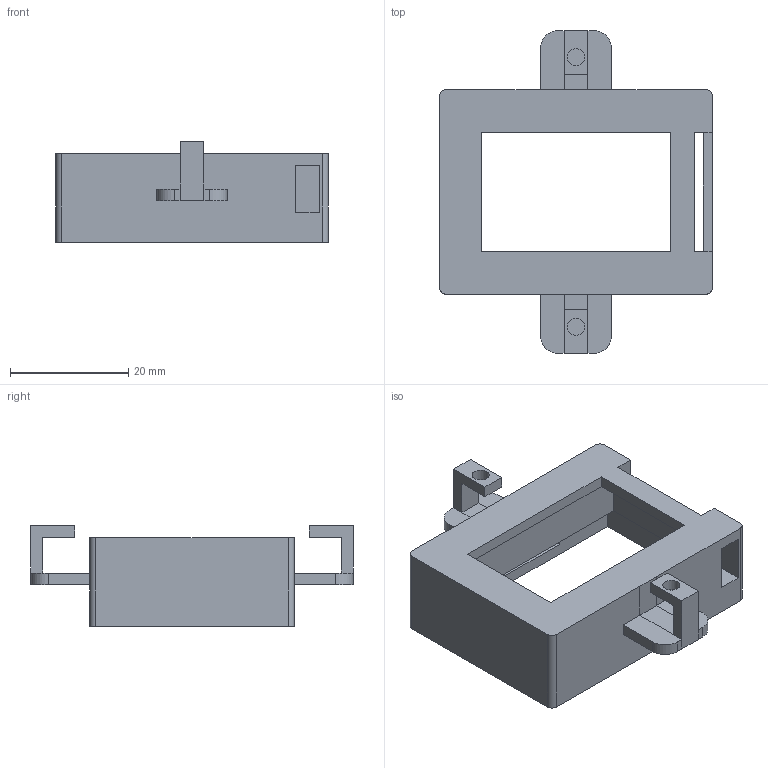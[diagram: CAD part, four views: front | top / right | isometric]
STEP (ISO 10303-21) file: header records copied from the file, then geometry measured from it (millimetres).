
FILE_DESCRIPTION(('FreeCAD Model'),'2;1');
FILE_NAME('battery_base_v3.step','2018-03-18T15:11:51',('Author'),(''), 'Open CASCADE STEP processor 6.8','FreeCAD','Unknown');
FILE_SCHEMA(('AUTOMOTIVE_DESIGN_CC2 { 1 2 10303 214 -1 1 5 4 }'));
Length unit declared in the file: millimetre
Products named in the file (1): Fillet001
Bounding box: 46 x 54.5 x 17 mm (x, y, z)
Volume: 8153.1 mm3; surface area: 7216.2 mm2
Topology: 1 solids, 1 shells, 85 faces, 228 edges, 143 vertices
Faces by surface type: plane 75, cylinder 10
Full cylindrical faces by diameter (mm): 2.882 x2
Entity records: 5609 total; most frequent: CARTESIAN_POINT 985, DIRECTION 854, LINE 632, VECTOR 632, ORIENTED_EDGE 456, PCURVE 456, DEFINITIONAL_REPRESENTATION 456, EDGE_CURVE 228
